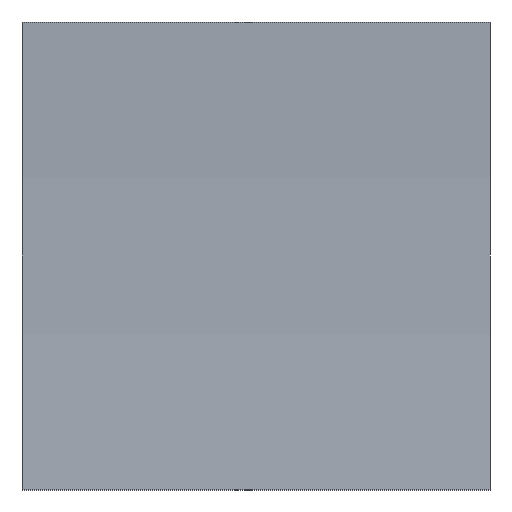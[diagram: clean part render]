
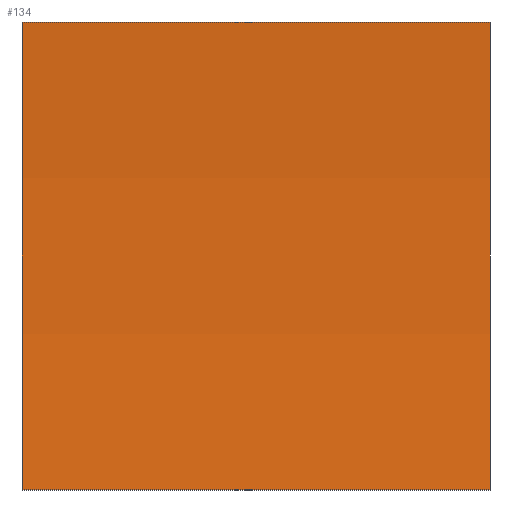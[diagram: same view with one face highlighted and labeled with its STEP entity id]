
A CAD part, left-side view. The second image highlights one B-rep face of the part: STEP entity #134.
In plain terms, the highlighted cylindrical face has radius 68.78 mm (diameter 137.56 mm), a partial arc.
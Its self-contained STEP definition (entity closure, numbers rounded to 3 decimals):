
#3 = ORIENTED_EDGE ( 'NONE', *, *, #152, .T. ) ;
#5 = CYLINDRICAL_SURFACE ( 'NONE', #34, 68.78 ) ;
#12 = CIRCLE ( 'NONE', #162, 68.78 ) ;
#15 = DIRECTION ( 'NONE',  ( 0., -1., 0. ) ) ;
#20 = ORIENTED_EDGE ( 'NONE', *, *, #22, .T. ) ;
#22 = EDGE_CURVE ( 'NONE', #32, #137, #12, .T. ) ;
#23 = DIRECTION ( 'NONE',  ( 0., 0., 1. ) ) ;
#29 = AXIS2_PLACEMENT_3D ( 'NONE', #36, #48, #113 ) ;
#32 = VERTEX_POINT ( 'NONE', #79 ) ;
#34 = AXIS2_PLACEMENT_3D ( 'NONE', #74, #140, #184 ) ;
#36 = CARTESIAN_POINT ( 'NONE',  ( -70.78, 10., 5. ) ) ;
#48 = DIRECTION ( 'NONE',  ( 0., -1., 0. ) ) ;
#60 = CARTESIAN_POINT ( 'NONE',  ( -2.182, 10., 0. ) ) ;
#62 = VERTEX_POINT ( 'NONE', #96 ) ;
#74 = CARTESIAN_POINT ( 'NONE',  ( -70.78, 10., 5. ) ) ;
#79 = CARTESIAN_POINT ( 'NONE',  ( -2.182, 0., 0. ) ) ;
#80 = EDGE_LOOP ( 'NONE', ( #20, #149, #112, #3 ) ) ;
#89 = CIRCLE ( 'NONE', #29, 68.78 ) ;
#92 = VERTEX_POINT ( 'NONE', #93 ) ;
#93 = CARTESIAN_POINT ( 'NONE',  ( -2.182, 10., 0. ) ) ;
#96 = CARTESIAN_POINT ( 'NONE',  ( -2.182, 10., 10. ) ) ;
#104 = FACE_OUTER_BOUND ( 'NONE', #80, .T. ) ;
#112 = ORIENTED_EDGE ( 'NONE', *, *, #178, .F. ) ;
#113 = DIRECTION ( 'NONE',  ( 0., 0., 1. ) ) ;
#115 = EDGE_CURVE ( 'NONE', #62, #137, #132, .T. ) ;
#116 = DIRECTION ( 'NONE',  ( 0., -1., 0. ) ) ;
#132 = LINE ( 'NONE', #189, #180 ) ;
#134 = ADVANCED_FACE ( 'NONE', ( #104 ), #5, .F. ) ;
#137 = VERTEX_POINT ( 'NONE', #154 ) ;
#140 = DIRECTION ( 'NONE',  ( 0., -1., 0. ) ) ;
#149 = ORIENTED_EDGE ( 'NONE', *, *, #115, .F. ) ;
#152 = EDGE_CURVE ( 'NONE', #92, #32, #173, .T. ) ;
#154 = CARTESIAN_POINT ( 'NONE',  ( -2.182, 0., 10. ) ) ;
#162 = AXIS2_PLACEMENT_3D ( 'NONE', #167, #15, #23 ) ;
#167 = CARTESIAN_POINT ( 'NONE',  ( -70.78, 0., 5. ) ) ;
#173 = LINE ( 'NONE', #60, #179 ) ;
#178 = EDGE_CURVE ( 'NONE', #92, #62, #89, .T. ) ;
#179 = VECTOR ( 'NONE', #182, 1000. ) ;
#180 = VECTOR ( 'NONE', #116, 1000. ) ;
#182 = DIRECTION ( 'NONE',  ( 0., -1., 0. ) ) ;
#184 = DIRECTION ( 'NONE',  ( 0., 0., -1. ) ) ;
#189 = CARTESIAN_POINT ( 'NONE',  ( -2.182, 10., 10. ) ) ;
